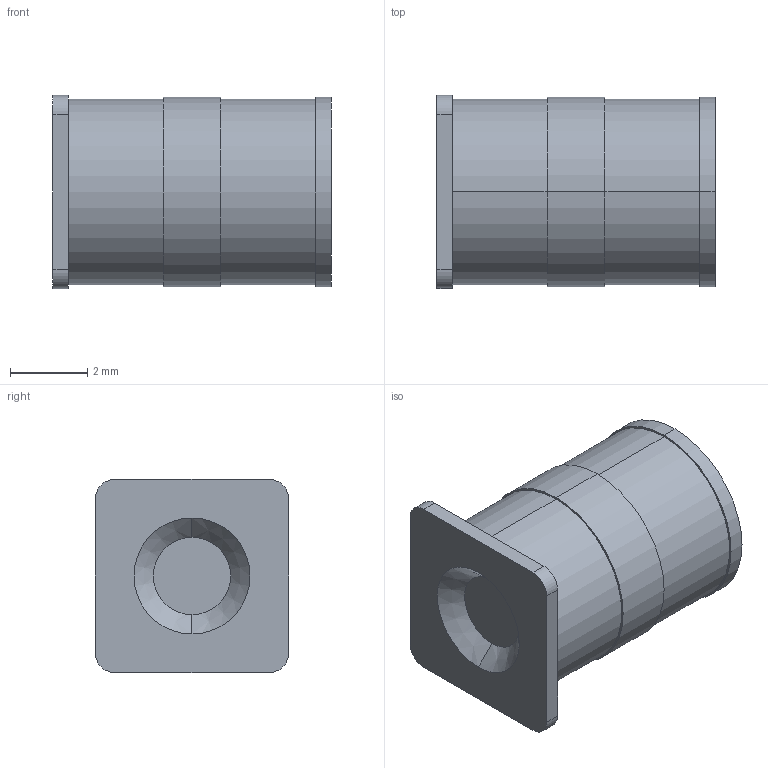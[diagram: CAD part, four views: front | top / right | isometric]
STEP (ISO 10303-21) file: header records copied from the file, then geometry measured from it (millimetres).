
FILE_DESCRIPTION (( 'STEP AP214' ), '1' );
FILE_NAME ('DIO-DT-SMD_L7.2-W5.0.step', '2022-07-04T10:06:36', ( '' ), ( '' ), 'SwSTEP 2.0', 'SolidWorks 2020', '' );
FILE_SCHEMA (( 'AUTOMOTIVE_DESIGN' ));
Length unit declared in the file: millimetre
Products named in the file (1): DIO-DT-SMD_L7.2-W5.0
Bounding box: 7.2 x 5 x 5 mm (x, y, z)
Volume: 129.4 mm3; surface area: 166.7 mm2
Topology: 1 solids, 1 shells, 252 faces, 675 edges, 450 vertices
Faces by surface type: plane 138, bspline 98, cylinder 12, cone 4
Entity records: 11149 total; most frequent: CARTESIAN_POINT 2684, ORIENTED_EDGE 1350, DIRECTION 817, EDGE_CURVE 675, VERTEX_POINT 450, VECTOR 443, LINE 443, EDGE_LOOP 277
